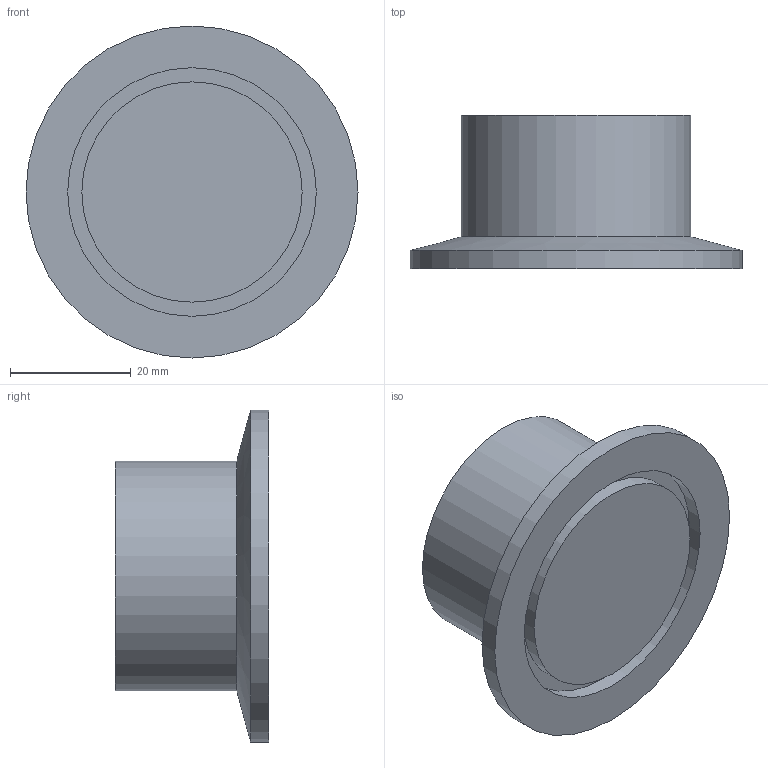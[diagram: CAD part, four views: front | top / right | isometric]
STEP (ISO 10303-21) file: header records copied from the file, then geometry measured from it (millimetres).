
FILE_DESCRIPTION(/* description */ (''),/* implementation_level */ '2;1');
FILE_NAME(/* name */ 'FL-A40KFUS.stp',/* time_stamp */ '2018-03-28T15:20:06+01:00',/* author */ ('paul'),/* organization */ (''),/* preprocessor_version */ 'ST-DEVELOPER v17',/* originating_system */ 'Autodesk Inventor 2018',/* authorisation */ '');
FILE_SCHEMA (('AUTOMOTIVE_DESIGN { 1 0 10303 214 3 1 1 }'));
Length unit declared in the file: millimetre
Products named in the file (1): FL-A40KFUS
Bounding box: 55 x 25.4 x 55 mm (x, y, z)
Volume: 33262.8 mm3; surface area: 8334 mm2
Topology: 1 solids, 1 shells, 9 faces, 21 edges, 16 vertices
Faces by surface type: plane 4, cylinder 4, cone 1
Full cylindrical faces by diameter (mm): 36.5 x1, 38.1 x1, 41.2 x1, 55 x1
Entity records: 318 total; most frequent: DIRECTION 57, CARTESIAN_POINT 47, ORIENTED_EDGE 42, AXIS2_PLACEMENT_3D 26, EDGE_CURVE 21, CIRCLE 16, VERTEX_POINT 16, EDGE_LOOP 11
